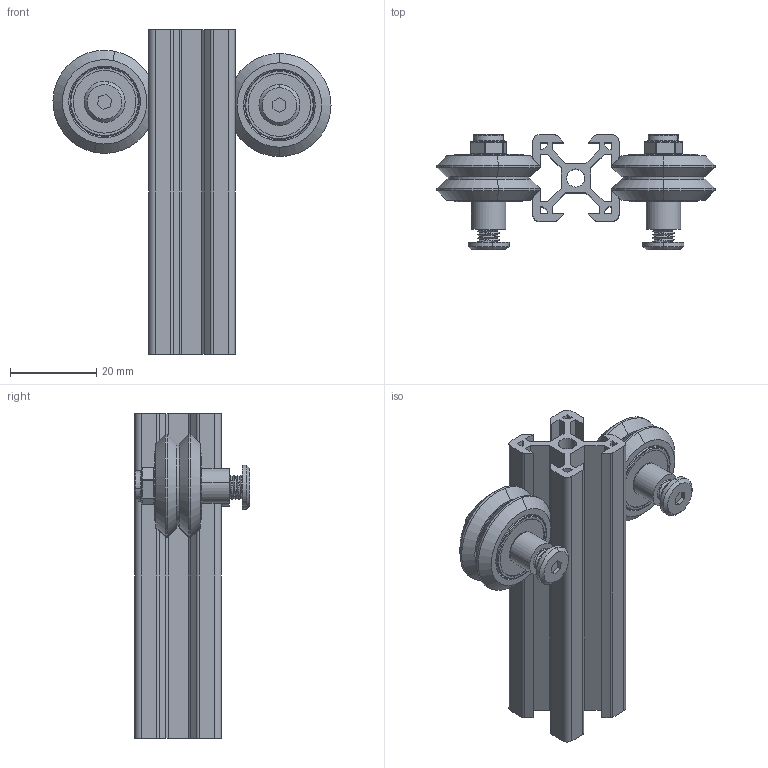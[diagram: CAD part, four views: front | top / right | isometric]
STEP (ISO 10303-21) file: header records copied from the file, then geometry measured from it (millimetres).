
FILE_DESCRIPTION (( 'STEP AP214' ), '1' );
FILE_NAME ('20 x 20 with wheels.step', '2015-01-21T14:50:37', ( 'Mark' ), ( '' ), 'SwSTEP 2.0', 'SolidWorks 2013', '' );
FILE_SCHEMA (( 'AUTOMOTIVE_DESIGN' ));
Length unit declared in the file: millimetre
Products named in the file (9): V-Slot Delrin Dual Wheel Assembly; Nylon Insert Hex Locknut 5mm; 5mm Low Profile Socket Head Screw - Multiple Lengths; .25 Inch Aluminum Spacer; 5mm Precision Washer; Precision Ball Bearing; Delrin Dual V-Wheel; 20mm x 20mm x75mm_Default<As Machined>; 20 x 20 with wheels
Assembly tree (10 placements, depth 3):
  20 x 20 with wheels
    20mm x 20mm x75mm_Default<As Machined>
    V-Slot Delrin Dual Wheel Assembly  x2
      Delrin Dual V-Wheel
      Precision Ball Bearing
      5mm Precision Washer
      .25 Inch Aluminum Spacer
      5mm Low Profile Socket Head Screw - Multiple Lengths
      Nylon Insert Hex Locknut 5mm
Bounding box: 64.36 x 26.75 x 75 mm (x, y, z)
Volume: 20231.9 mm3; surface area: 23499.1 mm2
Topology: 17 solids, 17 shells, 598 faces, 1436 edges, 894 vertices
Faces by surface type: cylinder 284, plane 174, cone 70, torus 28, sphere 24, bspline 18
Entity records: 15194 total; most frequent: CARTESIAN_POINT 7306, ORIENTED_EDGE 1582, DIRECTION 1517, EDGE_CURVE 791, AXIS2_PLACEMENT_3D 545, VERTEX_POINT 499, LINE 427, VECTOR 427
